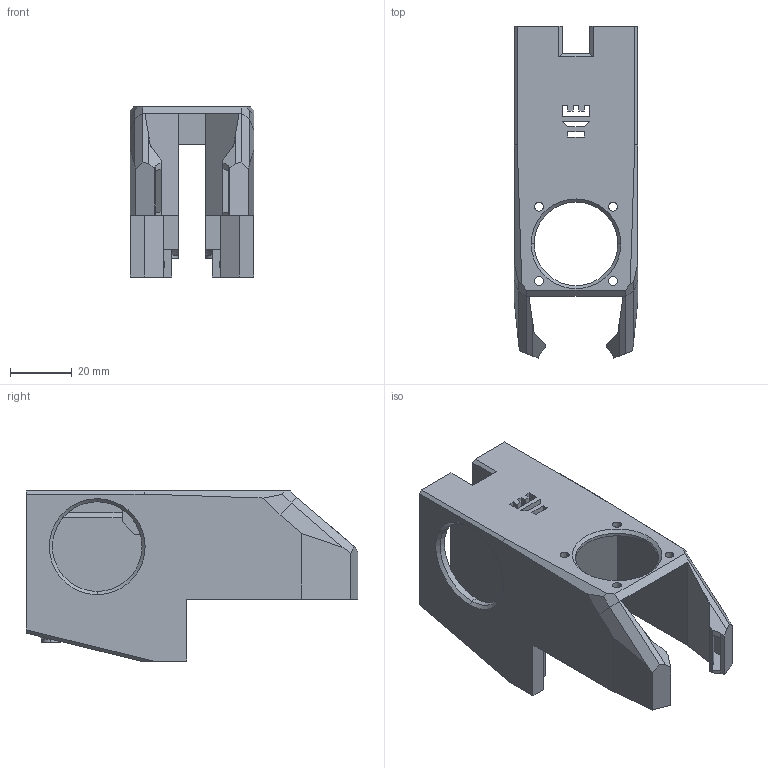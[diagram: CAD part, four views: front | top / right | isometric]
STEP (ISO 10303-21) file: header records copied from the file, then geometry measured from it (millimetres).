
FILE_DESCRIPTION (( 'STEP AP214' ), '1' );
FILE_NAME ('Fan Shroud 4010 Open Short CHC 8mm.STEP', '2023-01-30T16:31:41', ( '' ), ( '' ), 'SwSTEP 2.0', 'SolidWorks 2020', '' );
FILE_SCHEMA (( 'AUTOMOTIVE_DESIGN' ));
Length unit declared in the file: millimetre
Products named in the file (1): Fan Shroud 4010 Open Short CHC 8mm
Bounding box: 40 x 107.33 x 55 mm (x, y, z)
Volume: 40017.1 mm3; surface area: 39950.6 mm2
Topology: 1 solids, 1 shells, 211 faces, 585 edges, 372 vertices
Faces by surface type: plane 175, cylinder 26, cone 10
Entity records: 6719 total; most frequent: CARTESIAN_POINT 1209, ORIENTED_EDGE 1170, DIRECTION 1067, EDGE_CURVE 585, LINE 519, VECTOR 519, VERTEX_POINT 372, AXIS2_PLACEMENT_3D 274
